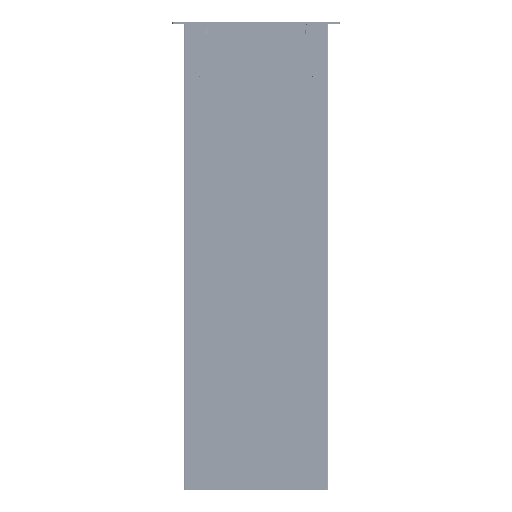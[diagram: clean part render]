
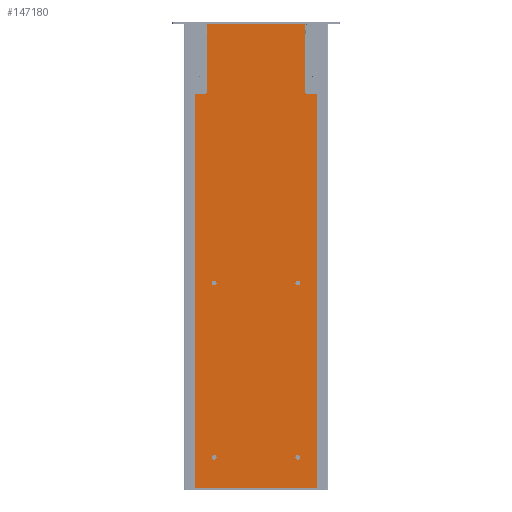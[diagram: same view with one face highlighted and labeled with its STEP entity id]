
A CAD part, top view. The second image highlights one B-rep face of the part: STEP entity #147180.
In plain terms, the highlighted planar face has unit normal (0, 0, 1).
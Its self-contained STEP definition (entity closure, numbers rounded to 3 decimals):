
#3923=LINE('',#203582,#12603);
#3926=LINE('',#203590,#12606);
#3928=LINE('',#203594,#12608);
#3930=LINE('',#203598,#12610);
#3933=LINE('',#203606,#12613);
#3936=LINE('',#203614,#12616);
#3939=LINE('',#203622,#12619);
#3942=LINE('',#203630,#12622);
#3944=LINE('',#203634,#12624);
#3946=LINE('',#203638,#12626);
#3949=LINE('',#203646,#12629);
#3952=LINE('',#203652,#12632);
#3959=LINE('',#203674,#12639);
#3961=LINE('',#203678,#12641);
#12603=VECTOR('',#165888,1000.);
#12606=VECTOR('',#165897,1000.);
#12608=VECTOR('',#165901,1000.);
#12610=VECTOR('',#165905,1000.);
#12613=VECTOR('',#165914,1000.);
#12616=VECTOR('',#165923,1000.);
#12619=VECTOR('',#165932,1000.);
#12622=VECTOR('',#165941,1000.);
#12624=VECTOR('',#165945,1000.);
#12626=VECTOR('',#165949,1000.);
#12629=VECTOR('',#165958,1000.);
#12632=VECTOR('',#165963,1000.);
#12639=VECTOR('',#165988,1000.);
#12641=VECTOR('',#165992,1000.);
#24992=ORIENTED_EDGE('',*,*,#55690,.F.);
#24993=ORIENTED_EDGE('',*,*,#55692,.F.);
#24994=ORIENTED_EDGE('',*,*,#55694,.F.);
#24995=ORIENTED_EDGE('',*,*,#55696,.F.);
#24996=ORIENTED_EDGE('',*,*,#55841,.F.);
#24997=ORIENTED_EDGE('',*,*,#55838,.F.);
#24998=ORIENTED_EDGE('',*,*,#55837,.T.);
#24999=ORIENTED_EDGE('',*,*,#55834,.F.);
#25000=ORIENTED_EDGE('',*,*,#55832,.T.);
#25001=ORIENTED_EDGE('',*,*,#55830,.F.);
#25002=ORIENTED_EDGE('',*,*,#55829,.T.);
#25003=ORIENTED_EDGE('',*,*,#55826,.F.);
#25004=ORIENTED_EDGE('',*,*,#55825,.T.);
#25005=ORIENTED_EDGE('',*,*,#55822,.F.);
#25006=ORIENTED_EDGE('',*,*,#55821,.T.);
#25007=ORIENTED_EDGE('',*,*,#55818,.F.);
#25008=ORIENTED_EDGE('',*,*,#55817,.T.);
#25009=ORIENTED_EDGE('',*,*,#55814,.F.);
#25010=ORIENTED_EDGE('',*,*,#55812,.T.);
#25011=ORIENTED_EDGE('',*,*,#55810,.F.);
#25012=ORIENTED_EDGE('',*,*,#55809,.T.);
#25013=ORIENTED_EDGE('',*,*,#55806,.F.);
#25014=ORIENTED_EDGE('',*,*,#55852,.F.);
#25015=ORIENTED_EDGE('',*,*,#55854,.T.);
#55690=EDGE_CURVE('',#71193,#71193,#81283,.T.);
#55692=EDGE_CURVE('',#71195,#71195,#81285,.T.);
#55694=EDGE_CURVE('',#71197,#71197,#81287,.T.);
#55696=EDGE_CURVE('',#71199,#71199,#81289,.T.);
#55806=EDGE_CURVE('',#71282,#71283,#3923,.T.);
#55809=EDGE_CURVE('',#71284,#71283,#81322,.T.);
#55810=EDGE_CURVE('',#71284,#71285,#3926,.T.);
#55812=EDGE_CURVE('',#71286,#71285,#3928,.T.);
#55814=EDGE_CURVE('',#71286,#71287,#3930,.T.);
#55817=EDGE_CURVE('',#71288,#71287,#81323,.T.);
#55818=EDGE_CURVE('',#71288,#71289,#3933,.T.);
#55821=EDGE_CURVE('',#71290,#71289,#81324,.T.);
#55822=EDGE_CURVE('',#71290,#71291,#3936,.T.);
#55825=EDGE_CURVE('',#71292,#71291,#81325,.T.);
#55826=EDGE_CURVE('',#71292,#71293,#3939,.T.);
#55829=EDGE_CURVE('',#71294,#71293,#81326,.T.);
#55830=EDGE_CURVE('',#71294,#71295,#3942,.T.);
#55832=EDGE_CURVE('',#71296,#71295,#3944,.T.);
#55834=EDGE_CURVE('',#71296,#71297,#3946,.T.);
#55837=EDGE_CURVE('',#71298,#71297,#81327,.T.);
#55838=EDGE_CURVE('',#71298,#71299,#3949,.T.);
#55841=EDGE_CURVE('',#71299,#71301,#3952,.T.);
#55852=EDGE_CURVE('',#71307,#71282,#3959,.T.);
#55854=EDGE_CURVE('',#71307,#71301,#3961,.T.);
#71193=VERTEX_POINT('',#198714);
#71195=VERTEX_POINT('',#198720);
#71197=VERTEX_POINT('',#198726);
#71199=VERTEX_POINT('',#198732);
#71282=VERTEX_POINT('',#203581);
#71283=VERTEX_POINT('',#203583);
#71284=VERTEX_POINT('',#203587);
#71285=VERTEX_POINT('',#203591);
#71286=VERTEX_POINT('',#203595);
#71287=VERTEX_POINT('',#203599);
#71288=VERTEX_POINT('',#203603);
#71289=VERTEX_POINT('',#203607);
#71290=VERTEX_POINT('',#203611);
#71291=VERTEX_POINT('',#203615);
#71292=VERTEX_POINT('',#203619);
#71293=VERTEX_POINT('',#203623);
#71294=VERTEX_POINT('',#203627);
#71295=VERTEX_POINT('',#203631);
#71296=VERTEX_POINT('',#203635);
#71297=VERTEX_POINT('',#203639);
#71298=VERTEX_POINT('',#203643);
#71299=VERTEX_POINT('',#203647);
#71301=VERTEX_POINT('',#203653);
#71307=VERTEX_POINT('',#203675);
#81283=CIRCLE('',#153499,2.75);
#81285=CIRCLE('',#153503,2.75);
#81287=CIRCLE('',#153507,2.75);
#81289=CIRCLE('',#153511,2.75);
#81322=CIRCLE('',#153577,0.5);
#81323=CIRCLE('',#153582,0.5);
#81324=CIRCLE('',#153585,1.2);
#81325=CIRCLE('',#153588,1.2);
#81326=CIRCLE('',#153591,0.5);
#81327=CIRCLE('',#153596,0.5);
#84717=EDGE_LOOP('',(#24992));
#84718=EDGE_LOOP('',(#24993));
#84719=EDGE_LOOP('',(#24994));
#84720=EDGE_LOOP('',(#24995));
#84721=EDGE_LOOP('',(#24996,#24997,#24998,#24999,#25000,#25001,#25002,#25003,
#25004,#25005,#25006,#25007,#25008,#25009,#25010,#25011,#25012,#25013,#25014,
#25015));
#92372=FACE_BOUND('',#84717,.T.);
#92373=FACE_BOUND('',#84718,.T.);
#92374=FACE_BOUND('',#84719,.T.);
#92375=FACE_BOUND('',#84720,.T.);
#92376=FACE_BOUND('',#84721,.T.);
#99947=PLANE('',#153608);
#147180=ADVANCED_FACE('',(#92372,#92373,#92374,#92375,#92376),#99947,.T.);
#153499=AXIS2_PLACEMENT_3D('',#198713,#165699,#165700);
#153503=AXIS2_PLACEMENT_3D('',#198719,#165707,#165708);
#153507=AXIS2_PLACEMENT_3D('',#198725,#165715,#165716);
#153511=AXIS2_PLACEMENT_3D('',#198731,#165723,#165724);
#153577=AXIS2_PLACEMENT_3D('',#203588,#165893,#165894);
#153582=AXIS2_PLACEMENT_3D('',#203604,#165910,#165911);
#153585=AXIS2_PLACEMENT_3D('',#203612,#165919,#165920);
#153588=AXIS2_PLACEMENT_3D('',#203620,#165928,#165929);
#153591=AXIS2_PLACEMENT_3D('',#203628,#165937,#165938);
#153596=AXIS2_PLACEMENT_3D('',#203644,#165954,#165955);
#153608=AXIS2_PLACEMENT_3D('',#203677,#165990,#165991);
#165699=DIRECTION('',(0.,0.,1.));
#165700=DIRECTION('',(1.,0.,0.));
#165707=DIRECTION('',(0.,0.,1.));
#165708=DIRECTION('',(1.,0.,0.));
#165715=DIRECTION('',(0.,0.,1.));
#165716=DIRECTION('',(1.,0.,0.));
#165723=DIRECTION('',(0.,0.,1.));
#165724=DIRECTION('',(1.,0.,0.));
#165888=DIRECTION('',(1.,0.,0.));
#165893=DIRECTION('',(0.,0.,1.));
#165894=DIRECTION('',(1.,0.,0.));
#165897=DIRECTION('',(0.,-1.,0.));
#165901=DIRECTION('',(-0.707,0.707,0.));
#165905=DIRECTION('',(1.,0.,0.));
#165910=DIRECTION('',(0.,0.,1.));
#165911=DIRECTION('',(1.,0.,0.));
#165914=DIRECTION('',(0.,-1.,0.));
#165919=DIRECTION('',(0.,0.,1.));
#165920=DIRECTION('',(1.,0.,0.));
#165923=DIRECTION('',(-1.,0.,0.));
#165928=DIRECTION('',(0.,0.,1.));
#165929=DIRECTION('',(1.,0.,0.));
#165932=DIRECTION('',(0.,1.,0.));
#165937=DIRECTION('',(0.,0.,1.));
#165938=DIRECTION('',(1.,0.,0.));
#165941=DIRECTION('',(1.,0.,0.));
#165945=DIRECTION('',(-0.707,-0.707,0.));
#165949=DIRECTION('',(0.,1.,0.));
#165954=DIRECTION('',(0.,0.,1.));
#165955=DIRECTION('',(1.,0.,0.));
#165958=DIRECTION('',(1.,0.,0.));
#165963=DIRECTION('',(0.,1.,0.));
#165988=DIRECTION('',(0.,-1.,0.));
#165990=DIRECTION('',(0.,0.,1.));
#165991=DIRECTION('',(1.,0.,0.));
#165992=DIRECTION('',(-1.,0.,0.));
#198713=CARTESIAN_POINT('',(48.,-90.1,23.));
#198714=CARTESIAN_POINT('',(50.75,-90.1,23.));
#198719=CARTESIAN_POINT('',(-48.,-90.1,23.));
#198720=CARTESIAN_POINT('',(-45.25,-90.1,23.));
#198725=CARTESIAN_POINT('',(48.,-290.1,23.));
#198726=CARTESIAN_POINT('',(50.75,-290.1,23.));
#198731=CARTESIAN_POINT('',(-48.,-290.1,23.));
#198732=CARTESIAN_POINT('',(-45.25,-290.1,23.));
#203581=CARTESIAN_POINT('',(29.7,207.2,23.));
#203582=CARTESIAN_POINT('',(29.7,207.2,23.));
#203583=CARTESIAN_POINT('',(55.8,207.2,23.));
#203587=CARTESIAN_POINT('',(56.3,206.7,23.));
#203588=CARTESIAN_POINT('',(55.8,206.7,23.));
#203590=CARTESIAN_POINT('',(56.3,305.5,23.));
#203591=CARTESIAN_POINT('',(56.3,129.1,23.));
#203594=CARTESIAN_POINT('',(24.2,161.2,23.));
#203595=CARTESIAN_POINT('',(58.6,126.8,23.));
#203598=CARTESIAN_POINT('',(56.3,126.8,23.));
#203599=CARTESIAN_POINT('',(69.3,126.8,23.));
#203603=CARTESIAN_POINT('',(69.8,126.3,23.));
#203604=CARTESIAN_POINT('',(69.3,126.3,23.));
#203606=CARTESIAN_POINT('',(69.8,126.8,23.));
#203607=CARTESIAN_POINT('',(69.8,-324.6,23.));
#203611=CARTESIAN_POINT('',(68.6,-325.8,23.));
#203612=CARTESIAN_POINT('',(68.6,-324.6,23.));
#203614=CARTESIAN_POINT('',(69.8,-325.8,23.));
#203615=CARTESIAN_POINT('',(-68.6,-325.8,23.));
#203619=CARTESIAN_POINT('',(-69.8,-324.6,23.));
#203620=CARTESIAN_POINT('',(-68.6,-324.6,23.));
#203622=CARTESIAN_POINT('',(-69.8,-325.8,23.));
#203623=CARTESIAN_POINT('',(-69.8,126.3,23.));
#203627=CARTESIAN_POINT('',(-69.3,126.8,23.));
#203628=CARTESIAN_POINT('',(-69.3,126.3,23.));
#203630=CARTESIAN_POINT('',(56.3,126.8,23.));
#203631=CARTESIAN_POINT('',(-58.6,126.8,23.));
#203634=CARTESIAN_POINT('',(46.3,231.7,23.));
#203635=CARTESIAN_POINT('',(-56.3,129.1,23.));
#203638=CARTESIAN_POINT('',(-56.3,305.5,23.));
#203639=CARTESIAN_POINT('',(-56.3,206.7,23.));
#203643=CARTESIAN_POINT('',(-55.8,207.2,23.));
#203644=CARTESIAN_POINT('',(-55.8,206.7,23.));
#203646=CARTESIAN_POINT('',(29.7,207.2,23.));
#203647=CARTESIAN_POINT('',(-29.7,207.2,23.));
#203652=CARTESIAN_POINT('',(-29.7,207.2,23.));
#203653=CARTESIAN_POINT('',(-29.7,207.5,23.));
#203674=CARTESIAN_POINT('',(29.7,209.5,23.));
#203675=CARTESIAN_POINT('',(29.7,207.5,23.));
#203677=CARTESIAN_POINT('',(70.5,207.5,23.));
#203678=CARTESIAN_POINT('',(70.5,207.5,23.));
